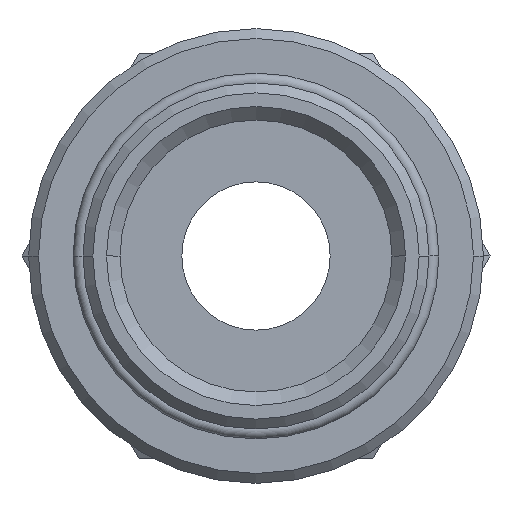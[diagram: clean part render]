
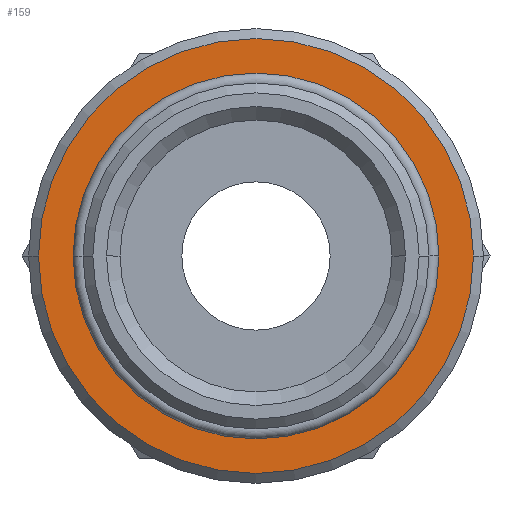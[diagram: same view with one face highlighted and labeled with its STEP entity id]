
A CAD part, front view. The second image highlights one B-rep face of the part: STEP entity #159.
In plain terms, the highlighted planar face has unit normal (0, -1, 0).
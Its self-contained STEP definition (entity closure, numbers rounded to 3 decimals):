
#159=ADVANCED_FACE('',(#350,#351),#352,.T.);
#350=FACE_OUTER_BOUND('',#569,.T.);
#351=FACE_BOUND('',#570,.T.);
#352=PLANE('',#571);
#569=EDGE_LOOP('',(#951,#952));
#570=EDGE_LOOP('',(#953,#954));
#571=AXIS2_PLACEMENT_3D('',#955,#956,#957);
#951=ORIENTED_EDGE('',*,*,#1354,.F.);
#952=ORIENTED_EDGE('',*,*,#1287,.F.);
#953=ORIENTED_EDGE('',*,*,#1221,.T.);
#954=ORIENTED_EDGE('',*,*,#1361,.T.);
#955=CARTESIAN_POINT('',(19.75,10.0,0.0));
#956=DIRECTION('',(0.,-1.0,0.0));
#957=DIRECTION('',(-1.0,0.,-0.0));
#1221=EDGE_CURVE('',#1424,#1428,#1430,.T.);
#1287=EDGE_CURVE('',#1540,#1535,#1542,.T.);
#1354=EDGE_CURVE('',#1535,#1540,#1636,.T.);
#1361=EDGE_CURVE('',#1428,#1424,#1644,.T.);
#1424=VERTEX_POINT('',#1711);
#1428=VERTEX_POINT('',#1716);
#1430=CIRCLE('',#1719,17.5);
#1535=VERTEX_POINT('',#1968);
#1540=VERTEX_POINT('',#1974);
#1542=CIRCLE('',#1977,22.0);
#1636=CIRCLE('',#2150,22.0);
#1644=CIRCLE('',#2181,17.5);
#1711=CARTESIAN_POINT('',(17.5,10.0,0.0));
#1716=CARTESIAN_POINT('',(-17.5,10.0,0.));
#1719=AXIS2_PLACEMENT_3D('',#2305,#2306,#2307);
#1968=CARTESIAN_POINT('',(22.0,10.0,0.0));
#1974=CARTESIAN_POINT('',(-22.0,10.0,0.));
#1977=AXIS2_PLACEMENT_3D('',#2397,#2398,#2399);
#2150=AXIS2_PLACEMENT_3D('',#2500,#2501,#2502);
#2181=AXIS2_PLACEMENT_3D('',#2507,#2508,#2509);
#2305=CARTESIAN_POINT('',(0.0,10.0,0.0));
#2306=DIRECTION('',(-0.0,1.0,0.0));
#2307=DIRECTION('',(1.0,0.0,0.0));
#2397=CARTESIAN_POINT('',(0.0,10.0,0.0));
#2398=DIRECTION('',(-0.0,1.0,0.0));
#2399=DIRECTION('',(1.0,0.0,0.0));
#2500=CARTESIAN_POINT('',(0.0,10.0,0.0));
#2501=DIRECTION('',(-0.0,1.0,0.0));
#2502=DIRECTION('',(1.0,0.0,0.0));
#2507=CARTESIAN_POINT('',(0.0,10.0,0.0));
#2508=DIRECTION('',(-0.0,1.0,0.0));
#2509=DIRECTION('',(1.0,0.0,0.0));
